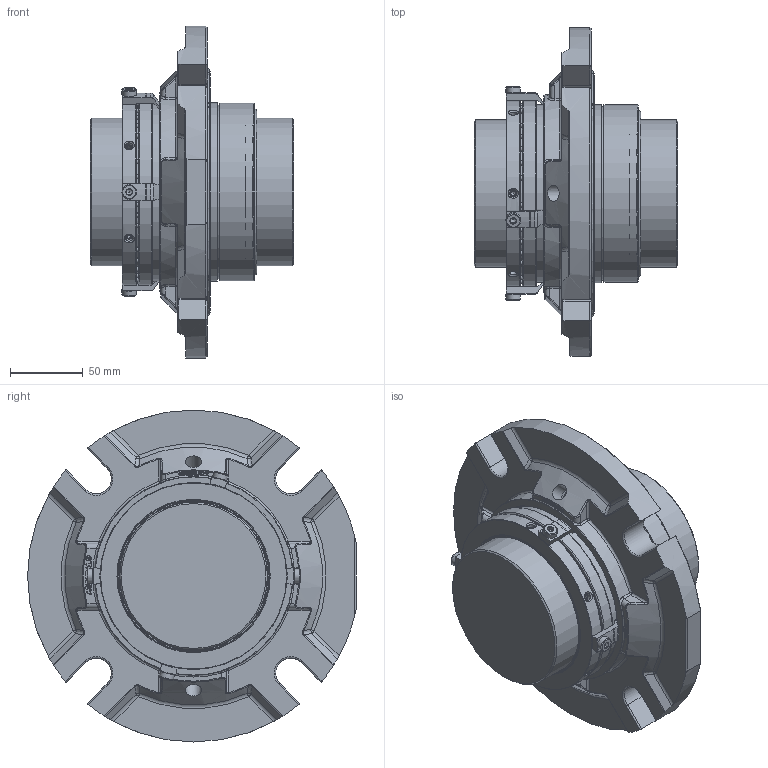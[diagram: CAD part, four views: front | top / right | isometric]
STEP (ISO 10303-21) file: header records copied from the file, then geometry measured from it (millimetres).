
FILE_DESCRIPTION(/* description */ ('Unknown'),/* implementation_level */ '2;1');
FILE_NAME(/* name */ '4.000 CDP SEAL ARRANGEMENT',/* time_stamp */ '2023-05-03T11:57:56-04:00',/* author */ ('Unknown'),/* organization */ ('Unknown'),/* preprocessor_version */ 'ST-DEVELOPER v18.102',/* originating_system */ 'Solid Edge',/* authorisation */ 'Unknown');
FILE_SCHEMA (('AUTOMOTIVE_DESIGN {1 0 10303 214 3 1 1}'));
Length unit declared in the file: millimetre
Products named in the file (82): 3213921-4.000 CDP SEAL ARRANGEMENT; 2078742; 2003801; 2004631; 2069453; 2003784; 2003693; 0000390-oa62; 0000390-oa61; 0000390-oa60; 0000389-oa59; 0000387-oa58; 0000385-oa57; 3003279-oa56_0; 2037958_26; 2010679_2; 3002403; 2005988_26; 2037949_26; 2022416-oa55_0; 2022416-oa54_0; 2022416-oa53_0; 2022416-oa52_1; 2022416-oa51_2; 2022416-oa50_2; 2022416-oa49_2; 2022416-oa48_3; 2022416-oa47_5; 2022416-oa46_5; 2022416-oa45_5; 2022416-oa44_5; 2022416-oa43_7; 2022416-oa42_7; 2022416-oa41_7; 2022416-oa40_7; 2022416-oa39_9; 2022416-oa38_9; 2022416-oa37_9; 2022416-oa36_9; 2022416-oa35_12 ...
Assembly tree (97 placements, depth 3):
  3213921-4.000 CDP SEAL ARRANGEMENT
    2078742
      2003801
      2004631
    2069453
      2003784
      2003693
    0000390-oa62
    0000390-oa61
    0000390-oa60
    0000389-oa59
    0000387-oa58
    0000385-oa57
    3003279-oa56_0
    2037958_26  x4
    2010679_2  x4
    3002403
    2005988_26  x2
    2037949_26  x6
    2022416-oa55_0
    2022416-oa54_0
    2022416-oa53_0
    2022416-oa52_1
    2022416-oa51_2
    2022416-oa50_2
    2022416-oa49_2
    2022416-oa48_3
    2022416-oa47_5
    2022416-oa46_5
    2022416-oa45_5
    2022416-oa44_5
    2022416-oa43_7
    2022416-oa42_7
    2022416-oa41_7
    2022416-oa40_7
    2022416-oa39_9
    2022416-oa38_9
    2022416-oa37_9
    2022416-oa36_9
    2022416-oa35_12
    2022416-oa34_12
    2022416-oa33_12
    2022416-oa32_12
    2022416-oa31_12
    2022416-oa30_12
    2022416-oa29_12
    2022416-oa28_12
    2022416-oa27_13
    2022416-oa26_13
    2022416-oa25_13
    2022416-oa24_16
    2022416-oa23_18
    2022416-oa22_18
    2022416-oa21_18
    2022416-oa20_18
    2022416-oa19_22
    2022416-oa18_22
    2022416-oa17_22
    2022416-oa16_22
    2022416-oa15_25
Bounding box: 139.7 x 226.17 x 228.35 mm (x, y, z)
Volume: 1962289.4 mm3; surface area: 409480.3 mm2
Topology: 95 solids, 95 shells, 1866 faces, 4248 edges, 2661 vertices
Faces by surface type: plane 659, cylinder 473, torus 370, cone 210, bspline 122, sphere 32
Full cylindrical faces by diameter (mm): 1.956 x56, 2.37 x2, 2.388 x2, 2.54 x2, 2.87 x56, 2.997 x28, 3 x28, 3.16 x2, 3.175 x8, 3.356 x1, 3.761 x1, 3.988 x2, 4 x2, 4.75 x6, 4.76 x4, 4.77 x6, 4.78 x4, 5 x10, 6 x16, 6.3 x4, 6.35 x6, 8 x2, 10 x4, 11.1 x2, 101.6 x1, 101.778 x3, 102.032 x1, 104.75 x1, 104.953 x2, 105.41 x2
Entity records: 48120 total; most frequent: CARTESIAN_POINT 11700, DIRECTION 6165, ORIENTED_EDGE 4952, AXIS2_PLACEMENT_3D 2788, EDGE_CURVE 2476, FACE_BOUND 2425, EDGE_LOOP 2383, VERTEX_POINT 1907
